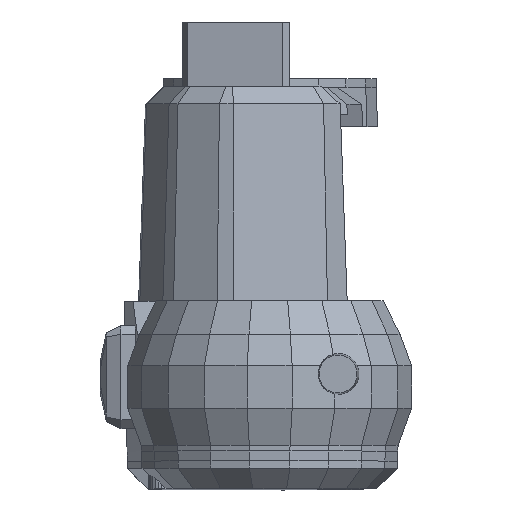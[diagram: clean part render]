
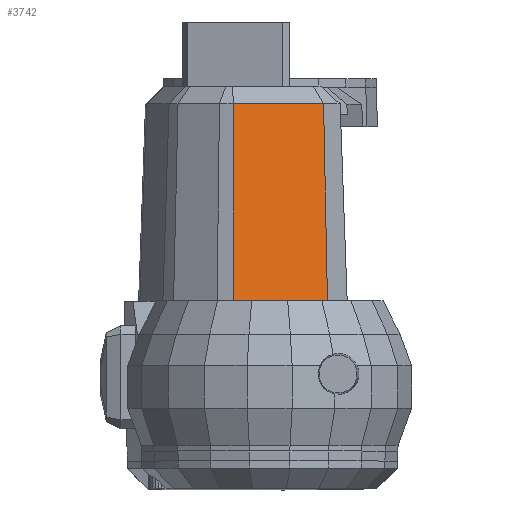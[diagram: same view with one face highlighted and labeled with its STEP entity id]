
A CAD part, top view. The second image highlights one B-rep face of the part: STEP entity #3742.
In plain terms, the highlighted planar face has unit normal (0.259, 0.035, 0.965).
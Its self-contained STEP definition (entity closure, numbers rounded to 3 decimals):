
#348 = ORIENTED_EDGE ( 'NONE', *, *, #10133, .F. ) ;
#852 = CARTESIAN_POINT ( 'NONE',  ( 48.934, -65.5, 560.81 ) ) ;
#2439 = DIRECTION ( 'NONE',  ( -0.002, 0.999, -0.036 ) ) ;
#2448 = VERTEX_POINT ( 'NONE', #10697 ) ;
#2485 = EDGE_CURVE ( 'NONE', #2448, #5384, #5461, .T. ) ;
#3075 = DIRECTION ( 'NONE',  ( 0.966, 0., -0.259 ) ) ;
#3306 = EDGE_LOOP ( 'NONE', ( #3604, #348, #9433, #9784 ) ) ;
#3349 = LINE ( 'NONE', #6695, #10049 ) ;
#3604 = ORIENTED_EDGE ( 'NONE', *, *, #6079, .T. ) ;
#3742 = ADVANCED_FACE ( 'NONE', ( #10603 ), #8123, .T. ) ;
#4709 = VECTOR ( 'NONE', #9091, 1000. ) ;
#5006 = AXIS2_PLACEMENT_3D ( 'NONE', #6641, #10771, #3075 ) ;
#5384 = VERTEX_POINT ( 'NONE', #9318 ) ;
#5461 = LINE ( 'NONE', #8826, #8870 ) ;
#5663 = EDGE_CURVE ( 'NONE', #2448, #9595, #5783, .T. ) ;
#5783 = LINE ( 'NONE', #9911, #4709 ) ;
#6043 = VERTEX_POINT ( 'NONE', #10050 ) ;
#6079 = EDGE_CURVE ( 'NONE', #5384, #6043, #3349, .T. ) ;
#6641 = CARTESIAN_POINT ( 'NONE',  ( 101.337, 60., 542.231 ) ) ;
#6695 = CARTESIAN_POINT ( 'NONE',  ( 101.427, 50.006, 542.568 ) ) ;
#7538 = LINE ( 'NONE', #852, #7762 ) ;
#7762 = VECTOR ( 'NONE', #2439, 1000. ) ;
#7996 = DIRECTION ( 'NONE',  ( -0.02, 0.999, -0.031 ) ) ;
#8123 = PLANE ( 'NONE',  #5006 ) ;
#8826 = CARTESIAN_POINT ( 'NONE',  ( 103.806, -65.5, 546.107 ) ) ;
#8870 = VECTOR ( 'NONE', #7996, 1000. ) ;
#9039 = CARTESIAN_POINT ( 'NONE',  ( 48.934, -65.5, 560.81 ) ) ;
#9091 = DIRECTION ( 'NONE',  ( -0.966, 0., 0.259 ) ) ;
#9318 = CARTESIAN_POINT ( 'NONE',  ( 101.534, 50.006, 542.54 ) ) ;
#9433 = ORIENTED_EDGE ( 'NONE', *, *, #5663, .F. ) ;
#9595 = VERTEX_POINT ( 'NONE', #9039 ) ;
#9784 = ORIENTED_EDGE ( 'NONE', *, *, #2485, .T. ) ;
#9911 = CARTESIAN_POINT ( 'NONE',  ( 103.806, -65.5, 546.107 ) ) ;
#10049 = VECTOR ( 'NONE', #10832, 1000. ) ;
#10050 = CARTESIAN_POINT ( 'NONE',  ( 48.754, 50.006, 556.682 ) ) ;
#10133 = EDGE_CURVE ( 'NONE', #9595, #6043, #7538, .T. ) ;
#10603 = FACE_OUTER_BOUND ( 'NONE', #3306, .T. ) ;
#10697 = CARTESIAN_POINT ( 'NONE',  ( 103.806, -65.5, 546.107 ) ) ;
#10771 = DIRECTION ( 'NONE',  ( 0.259, 0.035, 0.965 ) ) ;
#10832 = DIRECTION ( 'NONE',  ( -0.966, 0., 0.259 ) ) ;
